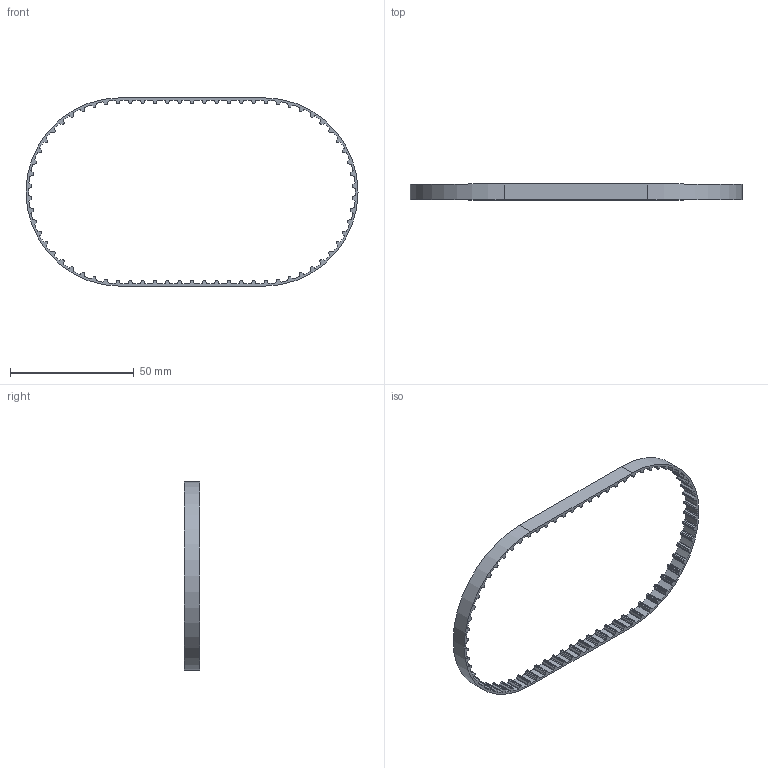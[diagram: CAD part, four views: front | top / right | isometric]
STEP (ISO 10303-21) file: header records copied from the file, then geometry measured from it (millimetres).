
FILE_DESCRIPTION (( 'STEP AP214' ), '1' );
FILE_NAME ('140XL025NG.step', '2015-04-08T23:01:54', ( '' ), ( '' ), 'SwSTEP 2.0', 'SolidWorks 2014', '' );
FILE_SCHEMA (( 'AUTOMOTIVE_DESIGN' ));
Length unit declared in the file: inch
Products named in the file (1): 140XL025NG
Bounding box: 134.31 x 6.35 x 76.2 mm (x, y, z)
Volume: 3109.3 mm3; surface area: 6078.3 mm2
Topology: 1 solids, 1 shells, 598 faces, 1788 edges, 1192 vertices
Faces by surface type: cylinder 360, plane 238
Entity records: 20456 total; most frequent: DIRECTION 3706, CARTESIAN_POINT 3579, ORIENTED_EDGE 3576, EDGE_CURVE 1788, AXIS2_PLACEMENT_3D 1319, VERTEX_POINT 1192, VECTOR 1068, LINE 1068
